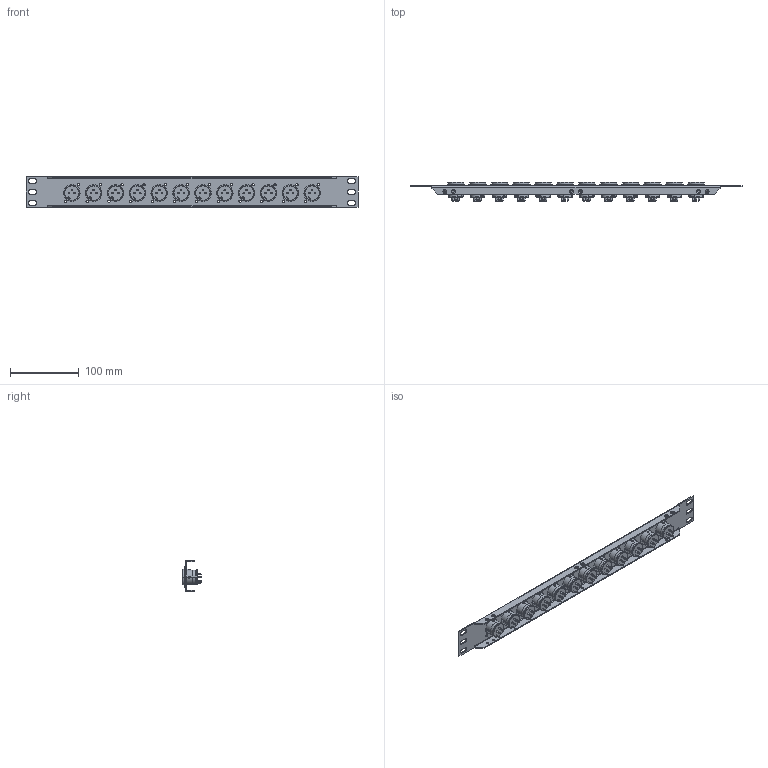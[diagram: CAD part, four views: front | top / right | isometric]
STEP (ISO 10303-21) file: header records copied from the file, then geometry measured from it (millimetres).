
FILE_DESCRIPTION (( 'STEP AP203' ), '1' );
FILE_NAME ('PR175XLRM-12.STEP', '2015-04-08T18:35:19', ( 'x' ), ( '' ), 'SwSTEP 2.0', 'SolidWorks 2014', '' );
FILE_SCHEMA (( 'CONFIG_CONTROL_DESIGN' ));
Length unit declared in the file: inch
Products named in the file (3): PR175XLRM-12; 1AP04-003; 1AA13-046
Assembly tree (13 placements, depth 2):
  PR175XLRM-12
    1AP04-003
    1AA13-046  x12
Bounding box: 482.6 x 27.71 x 43.94 mm (x, y, z)
Volume: 100505.3 mm3; surface area: 126581.5 mm2
Topology: 13 solids, 25 shells, 2007 faces, 5156 edges, 3316 vertices
Faces by surface type: cylinder 760, plane 692, torus 360, bspline 123, cone 72
Entity records: 24946 total; most frequent: CARTESIAN_POINT 8807, ORIENTED_EDGE 3382, DIRECTION 2875, EDGE_CURVE 1691, VERTEX_POINT 1105, LINE 993, VECTOR 993, AXIS2_PLACEMENT_3D 941
